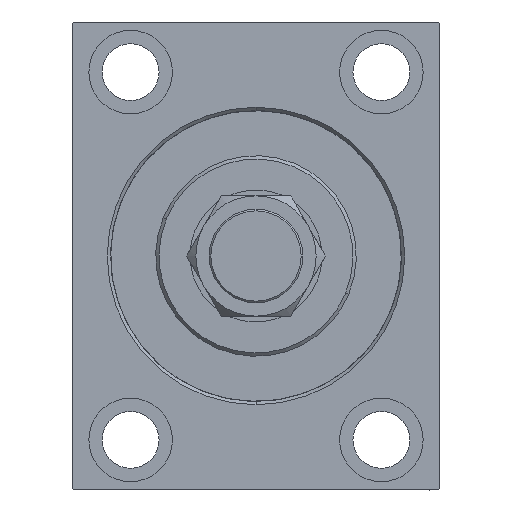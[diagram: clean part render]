
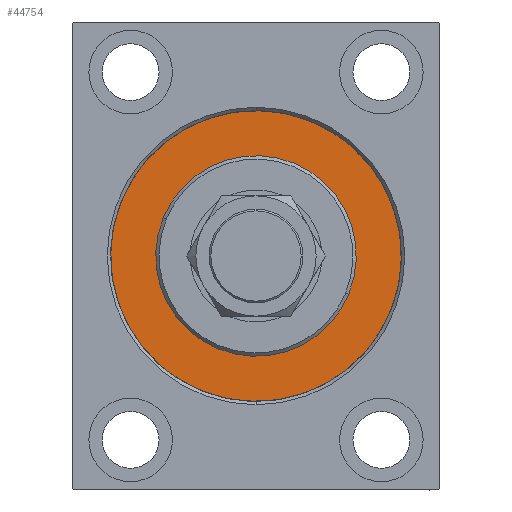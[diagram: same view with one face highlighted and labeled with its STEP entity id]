
A CAD part, left-side view. The second image highlights one B-rep face of the part: STEP entity #44754.
In plain terms, the highlighted face is planar.
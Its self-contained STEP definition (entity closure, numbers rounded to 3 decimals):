
#235 = EDGE_CURVE ( 'NONE', #11087, #44786, #22339, .T. ) ;
#385 = EDGE_LOOP ( 'NONE', ( #43761, #33721 ) ) ;
#3455 = DIRECTION ( 'NONE',  ( -1., 0., 0. ) ) ;
#5439 = DIRECTION ( 'NONE',  ( 0., 0., -1. ) ) ;
#5666 = CARTESIAN_POINT ( 'NONE',  ( 0., 0., 0. ) ) ;
#6015 = DIRECTION ( 'NONE',  ( 0., 0., 1. ) ) ;
#7147 = FACE_OUTER_BOUND ( 'NONE', #385, .T. ) ;
#7218 = AXIS2_PLACEMENT_3D ( 'NONE', #14775, #3455, #21253 ) ;
#7888 = EDGE_LOOP ( 'NONE', ( #41277, #29315 ) ) ;
#9262 = DIRECTION ( 'NONE',  ( 0., 0., 1. ) ) ;
#11087 = VERTEX_POINT ( 'NONE', #28076 ) ;
#11174 = DIRECTION ( 'NONE',  ( 1., 0., 0. ) ) ;
#13057 = DIRECTION ( 'NONE',  ( 1., 0., 0. ) ) ;
#13126 = CIRCLE ( 'NONE', #17559, 43.5 ) ;
#14775 = CARTESIAN_POINT ( 'NONE',  ( 0., 0., 0. ) ) ;
#15327 = VERTEX_POINT ( 'NONE', #40002 ) ;
#16673 = AXIS2_PLACEMENT_3D ( 'NONE', #44406, #43494, #9262 ) ;
#17559 = AXIS2_PLACEMENT_3D ( 'NONE', #27740, #23584, #6015 ) ;
#17886 = DIRECTION ( 'NONE',  ( 0., 0., -1. ) ) ;
#19650 = CIRCLE ( 'NONE', #16673, 43.5 ) ;
#21253 = DIRECTION ( 'NONE',  ( 0., 0., 1. ) ) ;
#22339 = CIRCLE ( 'NONE', #42302, 30. ) ;
#23584 = DIRECTION ( 'NONE',  ( -1., 0., 0. ) ) ;
#23652 = EDGE_CURVE ( 'NONE', #44786, #11087, #44008, .T. ) ;
#24102 = EDGE_CURVE ( 'NONE', #15327, #29375, #19650, .T. ) ;
#27740 = CARTESIAN_POINT ( 'NONE',  ( 0., 0., 0. ) ) ;
#28076 = CARTESIAN_POINT ( 'NONE',  ( 0., 0., -30. ) ) ;
#28962 = CARTESIAN_POINT ( 'NONE',  ( 0., 0., 0. ) ) ;
#29315 = ORIENTED_EDGE ( 'NONE', *, *, #235, .F. ) ;
#29375 = VERTEX_POINT ( 'NONE', #43687 ) ;
#33721 = ORIENTED_EDGE ( 'NONE', *, *, #24102, .F. ) ;
#35368 = CARTESIAN_POINT ( 'NONE',  ( 0., 0., 30. ) ) ;
#40002 = CARTESIAN_POINT ( 'NONE',  ( 0., 0., 43.5 ) ) ;
#41075 = AXIS2_PLACEMENT_3D ( 'NONE', #5666, #13057, #5439 ) ;
#41277 = ORIENTED_EDGE ( 'NONE', *, *, #23652, .F. ) ;
#42302 = AXIS2_PLACEMENT_3D ( 'NONE', #28962, #11174, #17886 ) ;
#42536 = FACE_BOUND ( 'NONE', #7888, .T. ) ;
#42765 = PLANE ( 'NONE',  #7218 ) ;
#43494 = DIRECTION ( 'NONE',  ( -1., 0., 0. ) ) ;
#43687 = CARTESIAN_POINT ( 'NONE',  ( 0., 0., -43.5 ) ) ;
#43761 = ORIENTED_EDGE ( 'NONE', *, *, #45538, .F. ) ;
#44008 = CIRCLE ( 'NONE', #41075, 30. ) ;
#44406 = CARTESIAN_POINT ( 'NONE',  ( 0., 0., 0. ) ) ;
#44754 = ADVANCED_FACE ( 'NONE', ( #42536, #7147 ), #42765, .F. ) ;
#44786 = VERTEX_POINT ( 'NONE', #35368 ) ;
#45538 = EDGE_CURVE ( 'NONE', #29375, #15327, #13126, .T. ) ;
